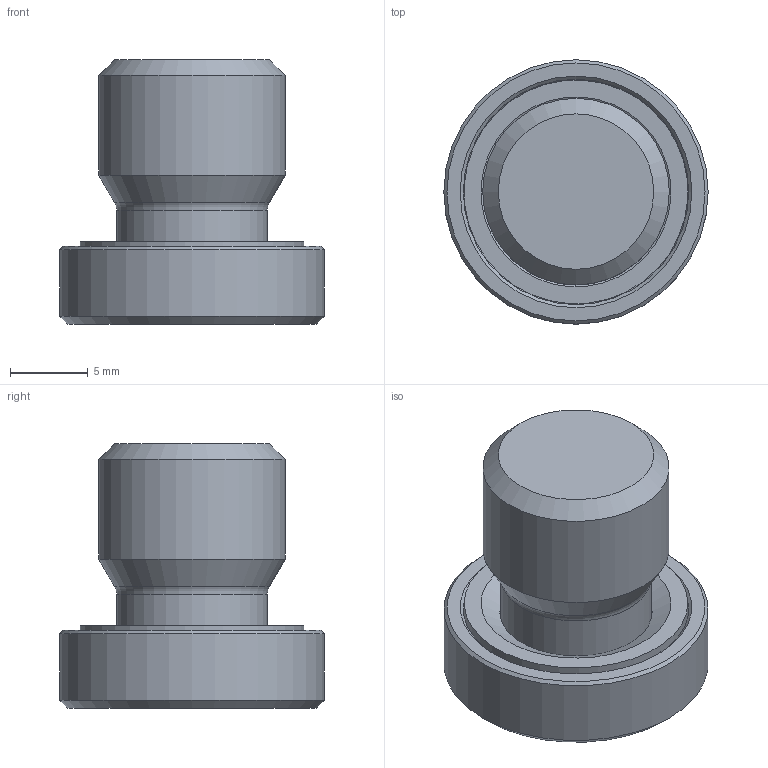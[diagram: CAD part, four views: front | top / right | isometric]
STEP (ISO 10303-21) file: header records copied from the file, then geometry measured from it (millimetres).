
FILE_DESCRIPTION((''),'2;1');
FILE_NAME('7200212.stp','2014-09-02T14:18:33',(''),('KNOMI spol. s r. o.'),'Autodesk Inventor 2012','Autodesk Inventor 2012','');
FILE_SCHEMA(('AUTOMOTIVE_DESIGN { 1 2 10303 214 0 1 1 1 }'));
Length unit declared in the file: millimetre
Products named in the file (3): ZKE M12x1; 720 02 125; 609121200
Assembly tree (2 placements, depth 2):
  ZKE M12x1
    720 02 125
    609121200
Bounding box: 17 x 17 x 17 mm (x, y, z)
Volume: 1966.9 mm3; surface area: 1719.6 mm2
Topology: 2 solids, 2 shells, 51 faces, 121 edges, 77 vertices
Faces by surface type: plane 25, cylinder 13, cone 8, torus 5
Full cylindrical faces by diameter (mm): 7.2 x1, 9.7 x1, 9.8 x1, 12 x1, 14.4 x1, 14.5 x1, 17 x1
Entity records: 1493 total; most frequent: CARTESIAN_POINT 286, DIRECTION 228, ORIENTED_EDGE 194, AXIS2_PLACEMENT_3D 99, EDGE_CURVE 97, EDGE_LOOP 76, VERTEX_POINT 73, STYLED_ITEM 53
